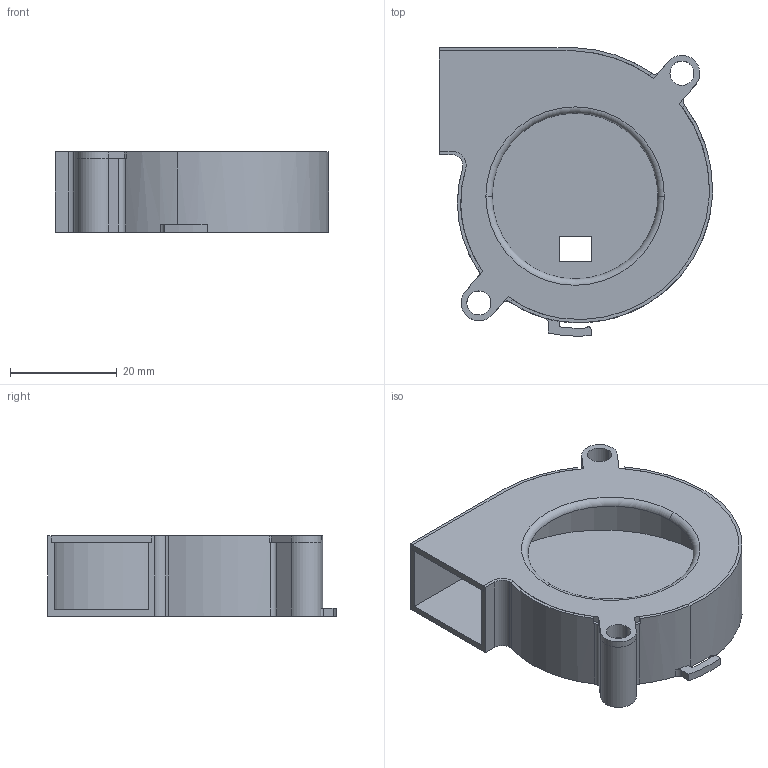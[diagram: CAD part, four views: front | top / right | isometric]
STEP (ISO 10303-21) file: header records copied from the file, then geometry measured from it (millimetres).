
FILE_DESCRIPTION (( 'STEP AP203' ), '1' );
FILE_NAME ('ODB5115_m1_frame.stp', '2023-03-01T15:00:03', ( '' ), ( '' ), 'SwSTEP 2.0', 'SolidWorks 2018', '' );
FILE_SCHEMA (( 'CONFIG_CONTROL_DESIGN' ));
Length unit declared in the file: millimetre
Products named in the file (1): ODB5115_m1_frame
Bounding box: 51.14 x 53.96 x 15 mm (x, y, z)
Volume: 6886.9 mm3; surface area: 12797.2 mm2
Topology: 2 solids, 2 shells, 162 faces, 453 edges, 302 vertices
Faces by surface type: cylinder 96, plane 64, torus 2
Entity records: 5404 total; most frequent: DIRECTION 981, CARTESIAN_POINT 927, ORIENTED_EDGE 906, EDGE_CURVE 453, AXIS2_PLACEMENT_3D 368, VERTEX_POINT 302, VECTOR 245, LINE 245
